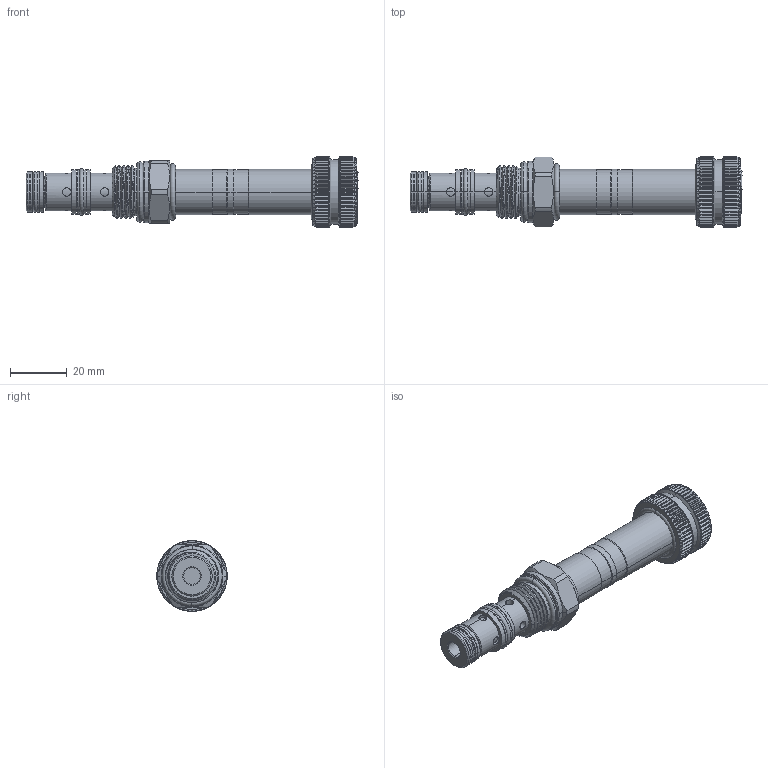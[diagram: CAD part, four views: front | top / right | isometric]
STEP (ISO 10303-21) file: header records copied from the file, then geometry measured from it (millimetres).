
FILE_DESCRIPTION (( 'STEP AP203' ), '1' );
FILE_NAME ('EP08W3C53N04.STEP', '2020-04-08T02:21:24', ( '' ), ( '' ), 'SwSTEP 2.0', 'SolidWorks 2018', '' );
FILE_SCHEMA (( 'CONFIG_CONTROL_DESIGN' ));
Length unit declared in the file: millimetre
Products named in the file (1): EP08W3C53N04
Bounding box: 117.52 x 25 x 25 mm (x, y, z)
Volume: 28405.3 mm3; surface area: 11053.1 mm2
Topology: 6 solids, 6 shells, 1074 faces, 2810 edges, 1776 vertices
Faces by surface type: plane 451, cylinder 437, cone 155, torus 20, bspline 11
Entity records: 38084 total; most frequent: CARTESIAN_POINT 12466, ORIENTED_EDGE 5616, DIRECTION 5063, EDGE_CURVE 2808, AXIS2_PLACEMENT_3D 1957, VERTEX_POINT 1776, LINE 1149, VECTOR 1149
